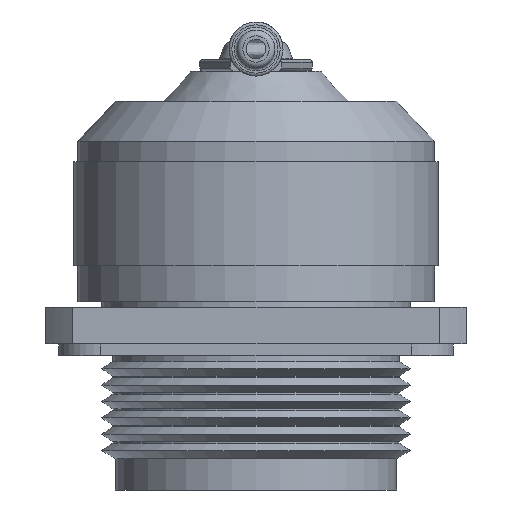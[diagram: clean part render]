
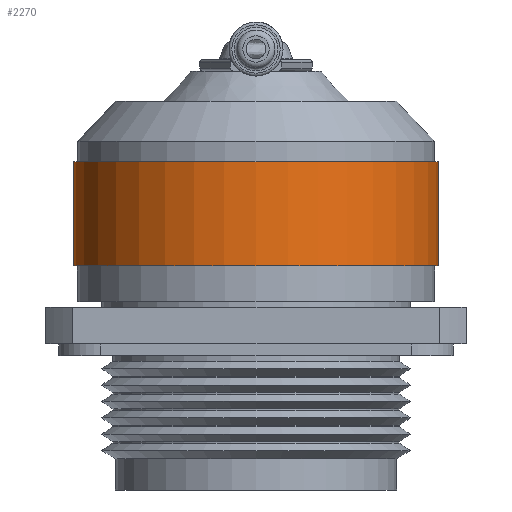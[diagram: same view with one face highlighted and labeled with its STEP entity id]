
A CAD part, front view. The second image highlights one B-rep face of the part: STEP entity #2270.
In plain terms, the highlighted cylindrical face has radius 15.875 mm (diameter 31.75 mm), a full revolution.
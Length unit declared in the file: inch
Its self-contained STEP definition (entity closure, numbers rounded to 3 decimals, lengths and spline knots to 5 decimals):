
#353 = VERTEX_POINT ( 'NONE', #9427 ) ;
#590 = DIRECTION ( 'NONE',  ( 0., 1., 0. ) ) ;
#1003 = AXIS2_PLACEMENT_3D ( 'NONE', #6918, #1858, #7808 ) ;
#1858 = DIRECTION ( 'NONE',  ( 0., 1., 0. ) ) ;
#1986 = ORIENTED_EDGE ( 'NONE', *, *, #10921, .F. ) ;
#2270 = ADVANCED_FACE ( 'NONE', ( #6249, #5837 ), #5706, .T. ) ;
#3134 = ORIENTED_EDGE ( 'NONE', *, *, #10544, .T. ) ;
#4718 = DIRECTION ( 'NONE',  ( 0., 0., 1. ) ) ;
#4803 = VERTEX_POINT ( 'NONE', #8541 ) ;
#5580 = CARTESIAN_POINT ( 'NONE',  ( 0., 0.47805, 0. ) ) ;
#5706 = CYLINDRICAL_SURFACE ( 'NONE', #9683, 0.625 ) ;
#5837 = FACE_OUTER_BOUND ( 'NONE', #9265, .T. ) ;
#6249 = FACE_OUTER_BOUND ( 'NONE', #9352, .T. ) ;
#6416 = CARTESIAN_POINT ( 'NONE',  ( 0., 0.789, 0. ) ) ;
#6451 = DIRECTION ( 'NONE',  ( 0., 0., 1. ) ) ;
#6676 = CIRCLE ( 'NONE', #1003, 0.625 ) ;
#6918 = CARTESIAN_POINT ( 'NONE',  ( 0., 0.12205, 0. ) ) ;
#7270 = DIRECTION ( 'NONE',  ( 0., 1., 0. ) ) ;
#7591 = AXIS2_PLACEMENT_3D ( 'NONE', #5580, #590, #6451 ) ;
#7808 = DIRECTION ( 'NONE',  ( 0., 0., 1. ) ) ;
#8541 = CARTESIAN_POINT ( 'NONE',  ( 0., 0.12205, 0.625 ) ) ;
#8839 = CIRCLE ( 'NONE', #7591, 0.625 ) ;
#9265 = EDGE_LOOP ( 'NONE', ( #3134 ) ) ;
#9352 = EDGE_LOOP ( 'NONE', ( #1986 ) ) ;
#9427 = CARTESIAN_POINT ( 'NONE',  ( 0., 0.47805, 0.625 ) ) ;
#9683 = AXIS2_PLACEMENT_3D ( 'NONE', #6416, #7270, #4718 ) ;
#10544 = EDGE_CURVE ( 'NONE', #4803, #4803, #6676, .T. ) ;
#10921 = EDGE_CURVE ( 'NONE', #353, #353, #8839, .T. ) ;
